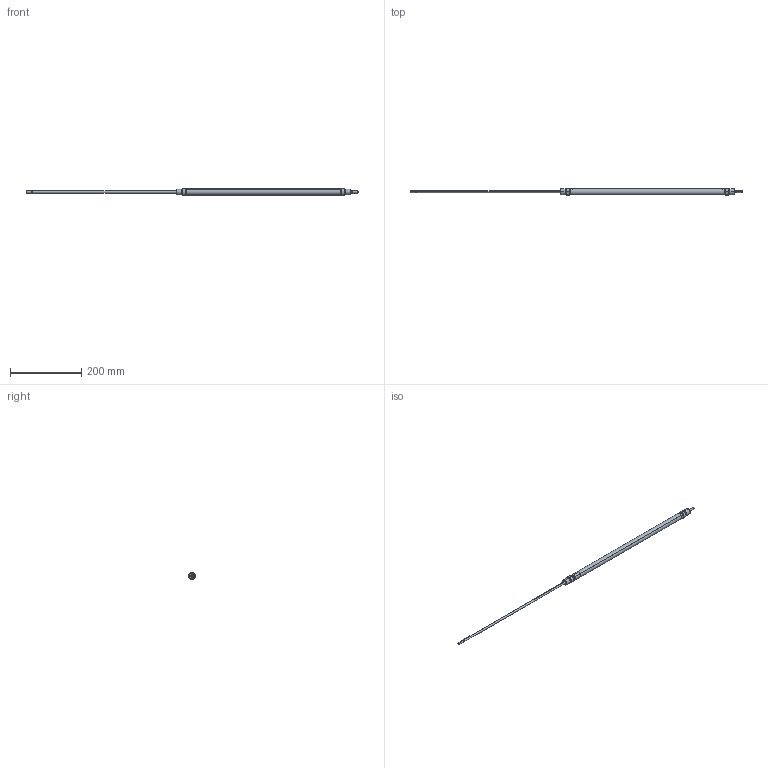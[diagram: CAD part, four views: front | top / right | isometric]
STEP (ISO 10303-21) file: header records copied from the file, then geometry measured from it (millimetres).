
FILE_DESCRIPTION (( 'STEP AP214' ), '1' );
FILE_NAME ('PMD 16-400 CYLINDER.STEP', '2010-08-05T08:17:47', ( '' ), ( '' ), 'SwSTEP 2.0', 'SolidWorks 2010', '' );
FILE_SCHEMA (( 'AUTOMOTIVE_DESIGN' ));
Length unit declared in the file: millimetre
Products named in the file (4): 16  Boru; 16   烰  KAPAK; 12-16 Mil ; PMD  16-400  CYLINDER
Assembly tree (4 placements, depth 2):
  PMD  16-400  CYLINDER
    16   烰  KAPAK  x2
    12-16 Mil 
    16  Boru
Bounding box: 929 x 18.12 x 19 mm (x, y, z)
Volume: 56993.8 mm3; surface area: 69847.1 mm2
Topology: 4 solids, 4 shells, 134 faces, 294 edges, 180 vertices
Faces by surface type: cylinder 52, cone 46, plane 36
Entity records: 2953 total; most frequent: CARTESIAN_POINT 567, DIRECTION 489, ORIENTED_EDGE 408, AXIS2_PLACEMENT_3D 207, EDGE_CURVE 204, VERTEX_POINT 125, EDGE_LOOP 107, CIRCLE 107
